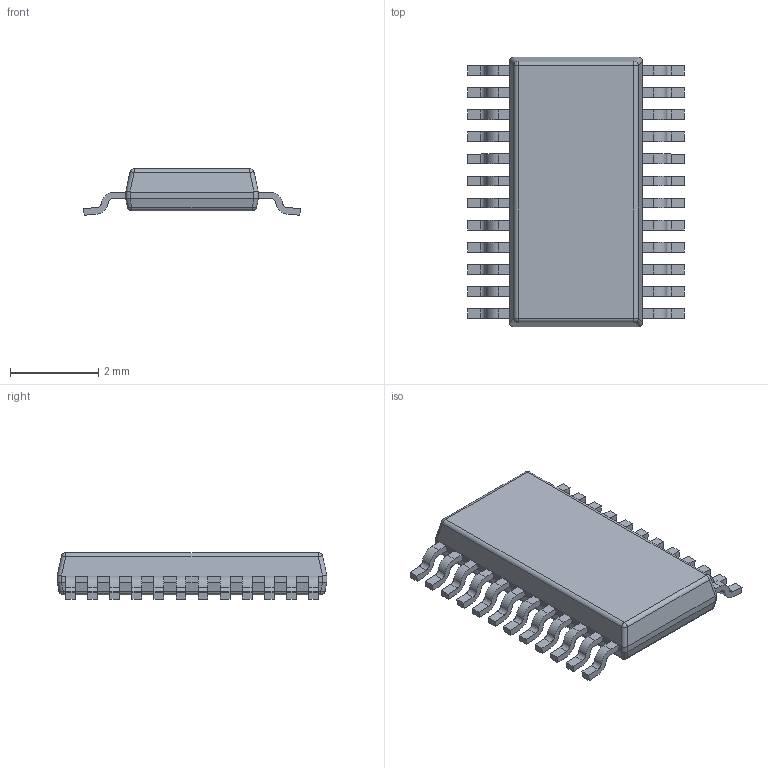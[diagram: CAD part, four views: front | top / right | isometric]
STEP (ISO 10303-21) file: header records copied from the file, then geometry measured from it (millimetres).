
FILE_DESCRIPTION((''),'2;1');
FILE_NAME('DGS0024A_ASM','2020-10-28T14:51:28',('a0414801'),(''),'CREO PARAMETRIC BY PTC INC, 2018500','CREO PARAMETRIC BY PTC INC, 2018500','');
FILE_SCHEMA(('AUTOMOTIVE_DESIGN { 1 0 10303 214 1 1 1 1 }'));
Length unit declared in the file: millimetre
Products named in the file (3): BODY-VSSOP; LEAD-VSSOP; DGS0024A_ASM
Assembly tree (25 placements, depth 2):
  DGS0024A_ASM
    BODY-VSSOP
    LEAD-VSSOP  x24
Bounding box: 4.9 x 6.1 x 1.05 mm (x, y, z)
Volume: 17.5 mm3; surface area: 71.2 mm2
Topology: 25 solids, 25 shells, 378 faces, 960 edges, 632 vertices
Faces by surface type: plane 254, cylinder 116, sphere 8
Entity records: 2491 total; most frequent: CARTESIAN_POINT 426, DIRECTION 308, ORIENTED_EDGE 264, PRESENTATION_STYLE_ASSIGNMENT 134, STYLED_ITEM 134, CURVE_STYLE 132, EDGE_CURVE 132, AXIS2_PLACEMENT_3D 116
